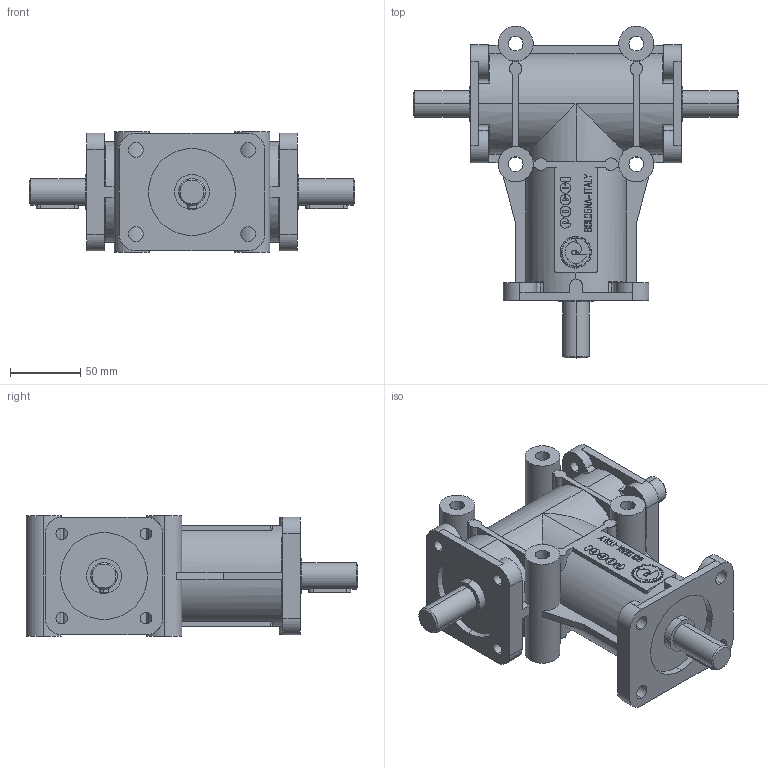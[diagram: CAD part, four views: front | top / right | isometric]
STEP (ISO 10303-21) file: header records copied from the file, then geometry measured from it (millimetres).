
FILE_DESCRIPTION(('STEP AP214'),'1');
FILE_NAME('182031121.stp','2017-10-10T10:48:03',('TraceParts'),('TraceParts S.A.'),'Spatial InterOp 3D',' ',' ');
FILE_SCHEMA(('automotive_design'));
Length unit declared in the file: millimetre
Products named in the file (1): 182031121
Bounding box: 232 x 236.5 x 86 mm (x, y, z)
Volume: 1310537 mm3; surface area: 147412.5 mm2
Topology: 1 solids, 1 shells, 998 faces, 2787 edges, 1862 vertices
Faces by surface type: plane 450, extrusion 346, cylinder 184, torus 12, cone 6
Entity records: 59311 total; most frequent: CARTESIAN_POINT 27264, ORIENTED_EDGE 5574, DIRECTION 3785, EDGE_CURVE 2787, VERTEX_POINT 1862, VECTOR 1623, B_SPLINE_CURVE_WITH_KNOTS 1428, LINE 1277
